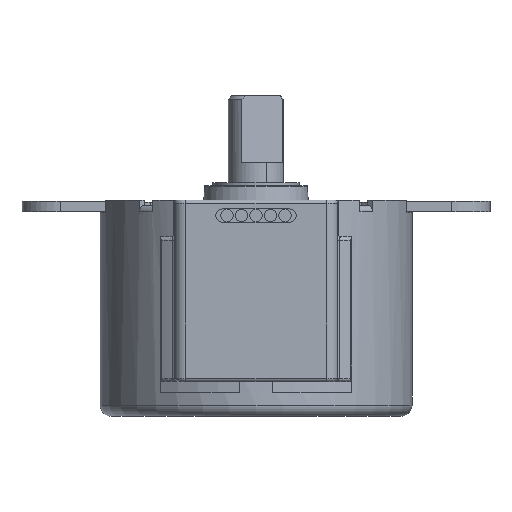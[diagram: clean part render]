
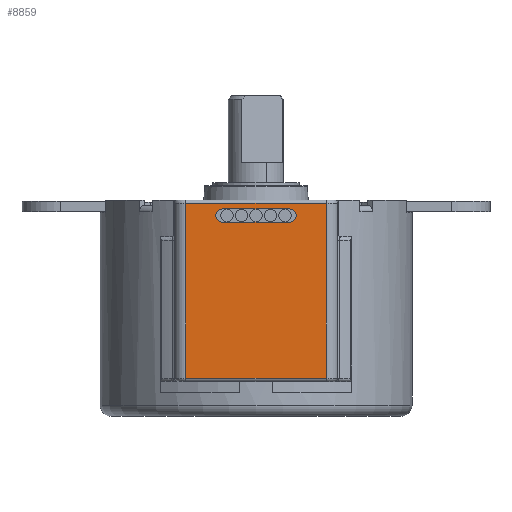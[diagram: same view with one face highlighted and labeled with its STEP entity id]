
A CAD part, front view. The second image highlights one B-rep face of the part: STEP entity #8859.
In plain terms, the highlighted planar face has unit normal (0, -1, 0).
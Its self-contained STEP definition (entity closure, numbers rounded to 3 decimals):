
#206 = VECTOR ( 'NONE', #8212, 1000. ) ;
#401 = EDGE_CURVE ( 'NONE', #11112, #12698, #6642, .T. ) ;
#421 = CARTESIAN_POINT ( 'NONE',  ( -0.979, -17.639, 37.4 ) ) ;
#427 = FACE_BOUND ( 'NONE', #6221, .T. ) ;
#570 = CIRCLE ( 'NONE', #7662, 0.6 ) ;
#650 = CARTESIAN_POINT ( 'NONE',  ( -0.979, -17.639, 37.7 ) ) ;
#704 = CARTESIAN_POINT ( 'NONE',  ( -1.979, -17.639, 21.7 ) ) ;
#713 = DIRECTION ( 'NONE',  ( 0., 1., 0. ) ) ;
#810 = PLANE ( 'NONE',  #6234 ) ;
#1013 = DIRECTION ( 'NONE',  ( -1., 0., 0. ) ) ;
#1068 = EDGE_CURVE ( 'NONE', #9352, #13889, #570, .T. ) ;
#1131 = VERTEX_POINT ( 'NONE', #4059 ) ;
#1359 = LINE ( 'NONE', #704, #206 ) ;
#1728 = ORIENTED_EDGE ( 'NONE', *, *, #1757, .T. ) ;
#1757 = EDGE_CURVE ( 'NONE', #1131, #4966, #9105, .T. ) ;
#1811 = CARTESIAN_POINT ( 'NONE',  ( 2.321, -17.639, 36.3 ) ) ;
#2050 = DIRECTION ( 'NONE',  ( -1., 0., 0. ) ) ;
#2124 = CIRCLE ( 'NONE', #12125, 0.6 ) ;
#2416 = CARTESIAN_POINT ( 'NONE',  ( 8.321, -17.639, 35.7 ) ) ;
#2426 = DIRECTION ( 'NONE',  ( 0., 0., 1. ) ) ;
#2519 = CARTESIAN_POINT ( 'NONE',  ( -0.979, -17.639, 21.7 ) ) ;
#2933 = LINE ( 'NONE', #421, #5971 ) ;
#3027 = EDGE_CURVE ( 'NONE', #13889, #12698, #2124, .T. ) ;
#3644 = VERTEX_POINT ( 'NONE', #12719 ) ;
#3918 = LINE ( 'NONE', #650, #11127 ) ;
#4059 = CARTESIAN_POINT ( 'NONE',  ( 11.621, -17.639, 21.7 ) ) ;
#4266 = DIRECTION ( 'NONE',  ( -1., 0., 0. ) ) ;
#4344 = CIRCLE ( 'NONE', #8868, 0.6 ) ;
#4922 = ORIENTED_EDGE ( 'NONE', *, *, #6952, .T. ) ;
#4966 = VERTEX_POINT ( 'NONE', #13611 ) ;
#5078 = CARTESIAN_POINT ( 'NONE',  ( 2.321, -17.639, 36.3 ) ) ;
#5121 = CARTESIAN_POINT ( 'NONE',  ( -1.979, -17.639, 37.7 ) ) ;
#5289 = DIRECTION ( 'NONE',  ( 0., 1., 0. ) ) ;
#5296 = CARTESIAN_POINT ( 'NONE',  ( 2.321, -17.639, 35.7 ) ) ;
#5462 = EDGE_LOOP ( 'NONE', ( #9240, #7165, #1728, #4922 ) ) ;
#5500 = VERTEX_POINT ( 'NONE', #6197 ) ;
#5564 = EDGE_CURVE ( 'NONE', #5500, #9627, #4344, .T. ) ;
#5795 = VERTEX_POINT ( 'NONE', #2519 ) ;
#5942 = DIRECTION ( 'NONE',  ( 0., 1., 0. ) ) ;
#5971 = VECTOR ( 'NONE', #9088, 1000. ) ;
#6112 = DIRECTION ( 'NONE',  ( -1., 0., 0. ) ) ;
#6197 = CARTESIAN_POINT ( 'NONE',  ( 8.921, -17.639, 36.3 ) ) ;
#6221 = EDGE_LOOP ( 'NONE', ( #7687, #12309, #7195, #12186, #10064, #7544 ) ) ;
#6234 = AXIS2_PLACEMENT_3D ( 'NONE', #5121, #10719, #2050 ) ;
#6299 = FACE_OUTER_BOUND ( 'NONE', #5462, .T. ) ;
#6642 = LINE ( 'NONE', #6921, #9190 ) ;
#6748 = CARTESIAN_POINT ( 'NONE',  ( 11.621, -17.639, 37.7 ) ) ;
#6758 = LINE ( 'NONE', #8090, #10472 ) ;
#6841 = CARTESIAN_POINT ( 'NONE',  ( 1.721, -17.639, 36.3 ) ) ;
#6921 = CARTESIAN_POINT ( 'NONE',  ( 1.721, -17.639, 36.9 ) ) ;
#6952 = EDGE_CURVE ( 'NONE', #4966, #3644, #2933, .T. ) ;
#6971 = DIRECTION ( 'NONE',  ( -1., 0., 0. ) ) ;
#7030 = AXIS2_PLACEMENT_3D ( 'NONE', #12721, #5289, #1013 ) ;
#7165 = ORIENTED_EDGE ( 'NONE', *, *, #7708, .T. ) ;
#7195 = ORIENTED_EDGE ( 'NONE', *, *, #5564, .T. ) ;
#7544 = ORIENTED_EDGE ( 'NONE', *, *, #3027, .T. ) ;
#7621 = EDGE_CURVE ( 'NONE', #9352, #9627, #6758, .T. ) ;
#7662 = AXIS2_PLACEMENT_3D ( 'NONE', #5078, #5942, #6112 ) ;
#7687 = ORIENTED_EDGE ( 'NONE', *, *, #401, .F. ) ;
#7708 = EDGE_CURVE ( 'NONE', #5795, #1131, #1359, .T. ) ;
#8090 = CARTESIAN_POINT ( 'NONE',  ( 1.721, -17.639, 35.7 ) ) ;
#8212 = DIRECTION ( 'NONE',  ( 1., 0., 0. ) ) ;
#8304 = DIRECTION ( 'NONE',  ( -1., 0., 0. ) ) ;
#8662 = CARTESIAN_POINT ( 'NONE',  ( 2.321, -17.639, 36.9 ) ) ;
#8859 = ADVANCED_FACE ( 'NONE', ( #427, #6299 ), #810, .F. ) ;
#8868 = AXIS2_PLACEMENT_3D ( 'NONE', #13915, #10707, #4266 ) ;
#9088 = DIRECTION ( 'NONE',  ( -1., 0., 0. ) ) ;
#9105 = LINE ( 'NONE', #6748, #12292 ) ;
#9190 = VECTOR ( 'NONE', #6971, 1000. ) ;
#9240 = ORIENTED_EDGE ( 'NONE', *, *, #11682, .T. ) ;
#9352 = VERTEX_POINT ( 'NONE', #5296 ) ;
#9583 = CIRCLE ( 'NONE', #7030, 0.6 ) ;
#9627 = VERTEX_POINT ( 'NONE', #2416 ) ;
#10064 = ORIENTED_EDGE ( 'NONE', *, *, #1068, .T. ) ;
#10472 = VECTOR ( 'NONE', #11228, 1000. ) ;
#10707 = DIRECTION ( 'NONE',  ( 0., 1., 0. ) ) ;
#10719 = DIRECTION ( 'NONE',  ( 0., 1., 0. ) ) ;
#11112 = VERTEX_POINT ( 'NONE', #12736 ) ;
#11127 = VECTOR ( 'NONE', #11363, 1000. ) ;
#11228 = DIRECTION ( 'NONE',  ( 1., 0., 0. ) ) ;
#11363 = DIRECTION ( 'NONE',  ( 0., 0., -1. ) ) ;
#11682 = EDGE_CURVE ( 'NONE', #3644, #5795, #3918, .T. ) ;
#12125 = AXIS2_PLACEMENT_3D ( 'NONE', #1811, #713, #8304 ) ;
#12186 = ORIENTED_EDGE ( 'NONE', *, *, #7621, .F. ) ;
#12292 = VECTOR ( 'NONE', #2426, 1000. ) ;
#12309 = ORIENTED_EDGE ( 'NONE', *, *, #12604, .T. ) ;
#12604 = EDGE_CURVE ( 'NONE', #11112, #5500, #9583, .T. ) ;
#12698 = VERTEX_POINT ( 'NONE', #8662 ) ;
#12719 = CARTESIAN_POINT ( 'NONE',  ( -0.979, -17.639, 37.4 ) ) ;
#12721 = CARTESIAN_POINT ( 'NONE',  ( 8.321, -17.639, 36.3 ) ) ;
#12736 = CARTESIAN_POINT ( 'NONE',  ( 8.321, -17.639, 36.9 ) ) ;
#13611 = CARTESIAN_POINT ( 'NONE',  ( 11.621, -17.639, 37.4 ) ) ;
#13889 = VERTEX_POINT ( 'NONE', #6841 ) ;
#13915 = CARTESIAN_POINT ( 'NONE',  ( 8.321, -17.639, 36.3 ) ) ;
